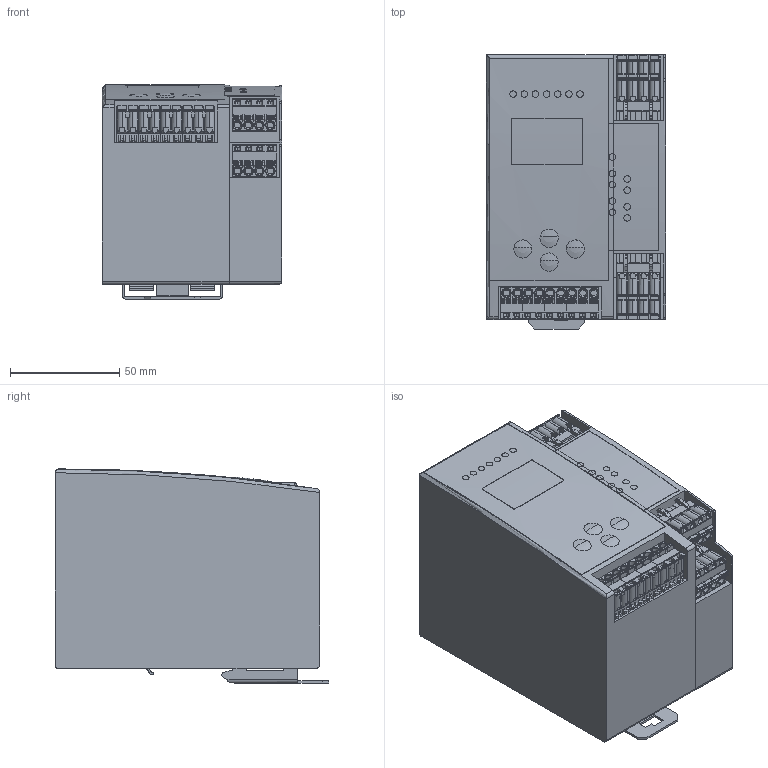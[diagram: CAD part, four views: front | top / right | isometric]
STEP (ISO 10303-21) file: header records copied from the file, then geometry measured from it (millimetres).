
FILE_DESCRIPTION((''),'2;1');
FILE_NAME('DM_CAD-1136A_ASM','2016-02-10T',('Creinig-se'),(''),'PRO/ENGINEER BY PARAMETRIC TECHNOLOGY CORPORATION, 2013050','PRO/ENGINEER BY PARAMETRIC TECHNOLOGY CORPORATION, 2013050','');
FILE_SCHEMA(('CONFIG_CONTROL_DESIGN'));
Length unit declared in the file: centimetre
Products named in the file (21): DM_CAD-1136A_520; DM_CAD-1136A_521; DM_CAD-1136A_522; DM_CAD-1136A_523_ASM; DM_CAD-1136A_524; DM_CAD-1136A_525; DM_CAD-1136A_526_ASM; DM_CAD-1136A_527; DM_CAD-1136A_528_ASM; DM_CAD-1136A_529; DM_CAD-1136A_530_ASM; DM_CAD-1136A_531_ASM; DM_CAD-1136A_532_ASM; DM_CAD-1136A_533; DM_CAD-1136A_534; DM_CAD-1136A_535; DM_CAD-1136A_536; DM_CAD-1136A_1; DM_CAD-1136A_538; DM_CAD-1136A_539_ASM; DM_CAD-1136A_ASM
Assembly tree (41 placements, depth 5):
  DM_CAD-1136A_ASM
    DM_CAD-1136A_520
    DM_CAD-1136A_523_ASM
      DM_CAD-1136A_521
      DM_CAD-1136A_522  x4
    DM_CAD-1136A_532_ASM
      DM_CAD-1136A_528_ASM
        DM_CAD-1136A_524
        DM_CAD-1136A_526_ASM
          DM_CAD-1136A_525  x7
        DM_CAD-1136A_527
      DM_CAD-1136A_531_ASM
        DM_CAD-1136A_529
        DM_CAD-1136A_530_ASM
          DM_CAD-1136A_525  x9
    DM_CAD-1136A_533
    DM_CAD-1136A_534
    DM_CAD-1136A_535
    DM_CAD-1136A_536  x3
    DM_CAD-1136A_539_ASM
      DM_CAD-1136A_1
      DM_CAD-1136A_538  x2
Bounding box: 82.01 x 125.29 x 97.95 mm (x, y, z)
Volume: 853303.6 mm3; surface area: 116159 mm2
Topology: 34 solids, 34 shells, 3377 faces, 8969 edges, 5785 vertices
Faces by surface type: plane 2009, cylinder 1207, cone 100, torus 51, sphere 8, bspline 2
Entity records: 55156 total; most frequent: CARTESIAN_POINT 8519, DIRECTION 7553, ORIENTED_EDGE 7466, EDGE_CURVE 3733, PRESENTATION_STYLE_ASSIGNMENT 3464, STYLED_ITEM 3464, CURVE_STYLE 3445, VECTOR 2581
